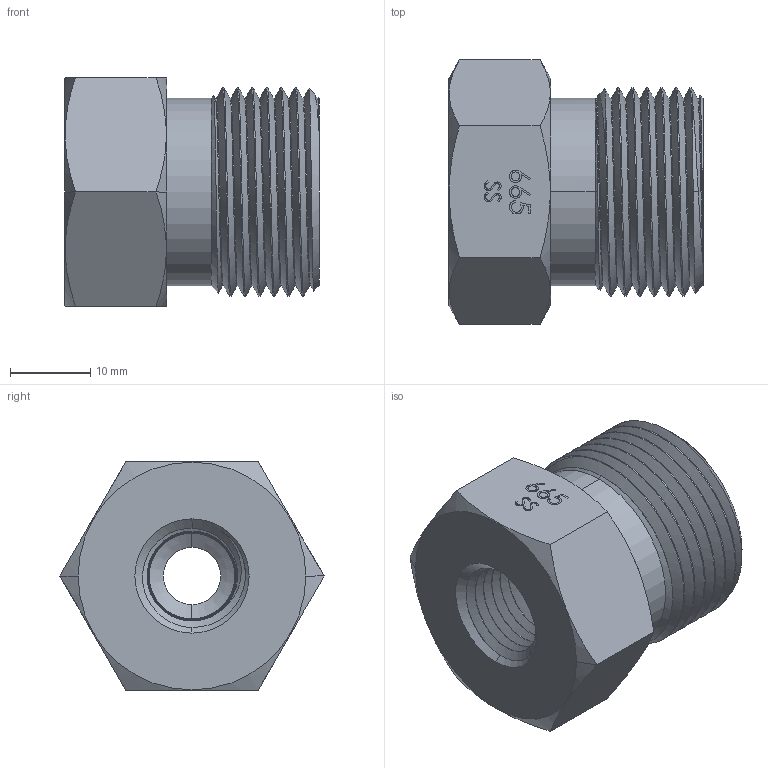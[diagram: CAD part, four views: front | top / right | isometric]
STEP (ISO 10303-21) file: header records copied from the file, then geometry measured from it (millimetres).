
FILE_DESCRIPTION (( 'STEP AP203' ), '1' );
FILE_NAME ('AD-665MSS-4FNPT.STEP', '2025-09-24T15:48:52', ( '' ), ( '' ), 'SwSTEP 2.0', 'SolidWorks 2018', '' );
FILE_SCHEMA (( 'CONFIG_CONTROL_DESIGN' ));
Length unit declared in the file: inch
Products named in the file (1): AD-665MSS-4FNPT
Bounding box: 31.75 x 33 x 28.57 mm (x, y, z)
Volume: 14543.3 mm3; surface area: 6115.1 mm2
Topology: 1 solids, 1 shells, 78 faces, 257 edges, 189 vertices
Faces by surface type: cone 30, cylinder 24, plane 16, bspline 6, torus 2
Entity records: 13370 total; most frequent: CARTESIAN_POINT 11279, ORIENTED_EDGE 514, DIRECTION 282, EDGE_CURVE 257, VERTEX_POINT 189, B_SPLINE_CURVE_WITH_KNOTS 153, AXIS2_PLACEMENT_3D 105, EDGE_LOOP 88
